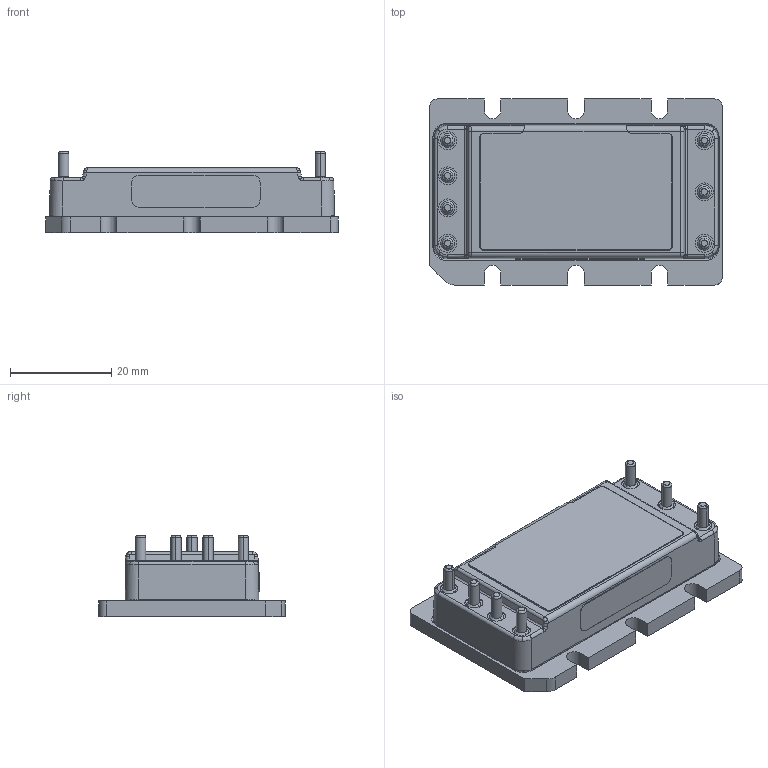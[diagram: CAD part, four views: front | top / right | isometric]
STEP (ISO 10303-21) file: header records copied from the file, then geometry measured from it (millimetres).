
FILE_DESCRIPTION (( 'STEP AP214' ), '1' );
FILE_NAME ('37207r1-VxxCxxxxxxBGP.STEP', '2011-02-23T18:49:41', ( 'Vicor Employee' ), ( 'Vicor Corporation' ), 'SwSTEP 2.0', 'SolidWorks 2011', '' );
FILE_SCHEMA (( 'AUTOMOTIVE_DESIGN' ));
Length unit declared in the file: inch
Products named in the file (1): 37207r1-VxxCxxxxxxBGP
Bounding box: 57.91 x 36.83 x 16.04 mm (x, y, z)
Volume: 20111.9 mm3; surface area: 7211.4 mm2
Topology: 1 solids, 1 shells, 260 faces, 637 edges, 396 vertices
Faces by surface type: plane 90, cylinder 82, bspline 58, cone 30
Entity records: 13401 total; most frequent: CARTESIAN_POINT 4165, ORIENTED_EDGE 1274, DIRECTION 1147, EDGE_CURVE 637, AXIS2_PLACEMENT_3D 419, VERTEX_POINT 396, VECTOR 309, LINE 309
